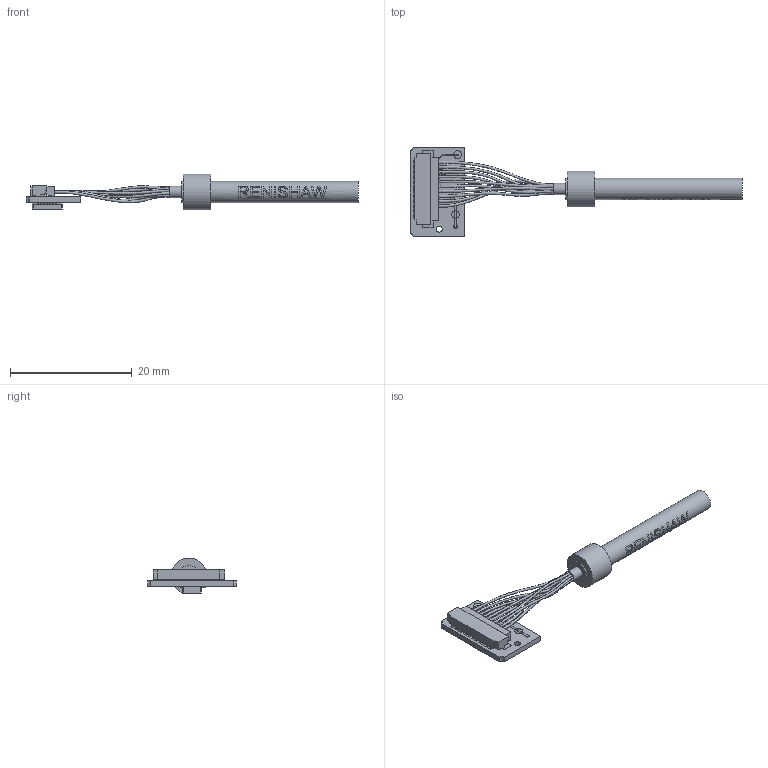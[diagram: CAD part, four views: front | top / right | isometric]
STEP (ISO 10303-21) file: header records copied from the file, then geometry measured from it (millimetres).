
FILE_DESCRIPTION(/* description */ (''),/* implementation_level */ '2;1');
FILE_NAME(/* name */ 'ATOM 40um readhead.stp',/* time_stamp */ '2014-11-26T13:06:55+00:00',/* author */ (''),/* organization */ (''),/* preprocessor_version */ 'ST-DEVELOPER v11',/* originating_system */ 'SIEMENS PLM Software NX 7.5',/* authorisation */ '');
FILE_SCHEMA (('AUTOMOTIVE_DESIGN { 1 0 10303 214 1 1 1 1 }'));
Products named in the file (3): 12SUR-32S_A; A-9653-0560-02_B; M-9693-2571-01_A
Assembly tree (2 placements, depth 2):
  M-9693-2571-01_A
    A-9653-0560-02_B
    12SUR-32S_A
Bounding box: 54.64 x 14.6 x 5.9 mm (x, y, z)
Volume: 588.8 mm3; surface area: 1429.3 mm2
Topology: 92 solids, 92 shells, 1305 faces, 2968 edges, 1973 vertices
Faces by surface type: plane 964, cylinder 218, bspline 123
Full cylindrical faces by diameter (mm): 0.6 x23, 1 x1, 1.3 x2, 1.85 x1, 3.5 x2, 5.9 x1
Entity records: 50695 total; most frequent: CARTESIAN_POINT 17730, ORIENTED_EDGE 5712, DIRECTION 5406, EDGE_CURVE 2856, LINE 2100, VECTOR 2100, VERTEX_POINT 1961, AXIS2_PLACEMENT_3D 1653
